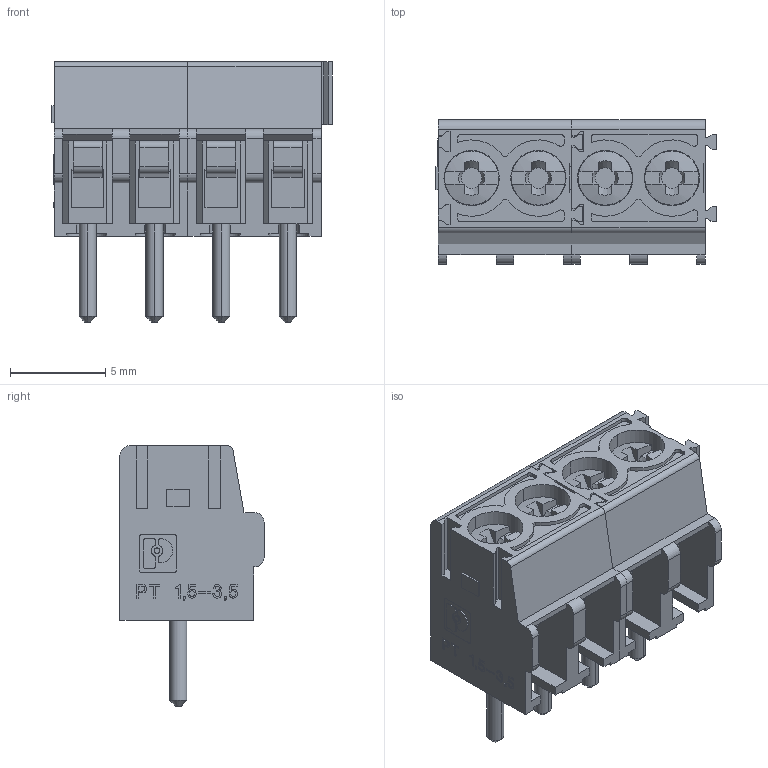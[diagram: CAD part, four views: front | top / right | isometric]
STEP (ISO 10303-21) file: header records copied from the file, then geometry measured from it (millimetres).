
FILE_DESCRIPTION(('Creo Elements/Direct Modeling STEP Export'),'2;1');
FILE_NAME('model.stp','2019-05-27T 9:33:06',(''),(''),'Creo Elements/Direct Modeling STEP processor for AP214 (Solid Model)','Creo Elements/Direct Modeling 20.1A 29-Sep-2018 (C) Parametric Technology GmbH','');
FILE_SCHEMA(('AUTOMOTIVE_DESIGN { 1 0 10303 214 1 1 1 1 }'));
Length unit declared in the file: millimetre
Products named in the file (5): LP_PT_1_5_klh_3_5_horizontal.1; AC_PT_1_5_PVH_H0_Schraube.1; AT_PT_1_5_3_50_H; PT_1_5-2-3_50_H; PT_1_5-4-3_50_H
Assembly tree (7 placements, depth 3):
  PT_1_5-4-3_50_H
    PT_1_5-2-3_50_H  x2
      LP_PT_1_5_klh_3_5_horizontal.1
      AC_PT_1_5_PVH_H0_Schraube.1
      AT_PT_1_5_3_50_H
Bounding box: 14.7 x 7.55 x 13.65 mm (x, y, z)
Volume: 649.2 mm3; surface area: 1932.2 mm2
Topology: 10 solids, 10 shells, 1156 faces, 3302 edges, 2200 vertices
Faces by surface type: plane 948, cylinder 166, cone 24, extrusion 10, sphere 8
Entity records: 21094 total; most frequent: CARTESIAN_POINT 3379, ORIENTED_EDGE 2944, DIRECTION 2574, EDGE_CURVE 1472, VECTOR 1276, LINE 1271, VERTEX_POINT 981, AXIS2_PLACEMENT_3D 649
